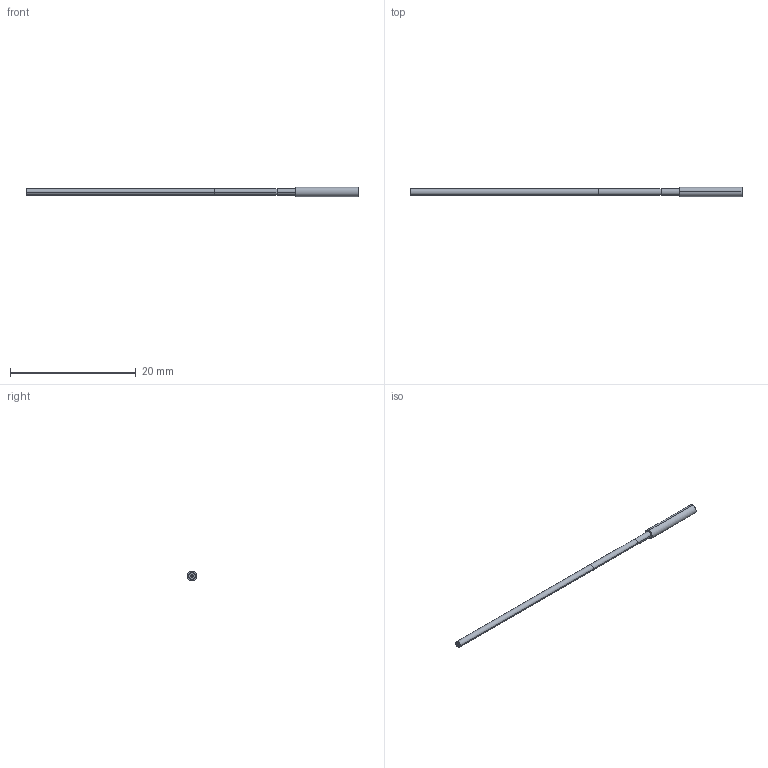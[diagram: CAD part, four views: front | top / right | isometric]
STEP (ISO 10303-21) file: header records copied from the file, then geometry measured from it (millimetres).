
FILE_DESCRIPTION((''),'2;1');
FILE_NAME('166381_ASM','2016-02-01T',('pdmadmin'),(''),'PRO/ENGINEER BY PARAMETRIC TECHNOLOGY CORPORATION, 2013230','PRO/ENGINEER BY PARAMETRIC TECHNOLOGY CORPORATION, 2013230','');
FILE_SCHEMA(('CONFIG_CONTROL_DESIGN'));
Length unit declared in the file: inch
Products named in the file (3): 39761; 38732; 166381_ASM
Assembly tree (2 placements, depth 2):
  166381_ASM
    39761
    38732
Bounding box: 52.91 x 1.5 x 1.5 mm (x, y, z)
Volume: 49.1 mm3; surface area: 395.4 mm2
Topology: 2 solids, 6 shells, 42 faces, 106 edges, 68 vertices
Faces by surface type: cylinder 26, bspline 10, plane 4, cone 2
Entity records: 1770 total; most frequent: CARTESIAN_POINT 683, DIRECTION 242, ORIENTED_EDGE 180, AXIS2_PLACEMENT_3D 107, EDGE_CURVE 106, VERTEX_POINT 68, CIRCLE 68, EDGE_LOOP 44
